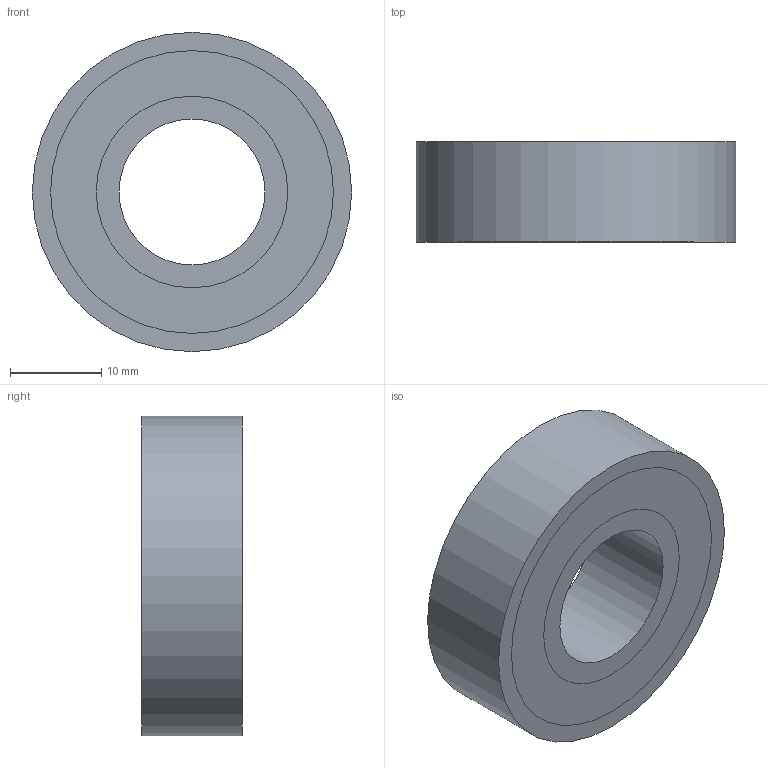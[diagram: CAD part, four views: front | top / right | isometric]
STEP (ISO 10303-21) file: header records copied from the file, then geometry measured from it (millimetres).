
FILE_DESCRIPTION(/* description */ (''),/* implementation_level */ '2;1');
FILE_NAME(/* name */ '6202-16-2RS Bearing.step',/* time_stamp */ '2018-11-08T23:31:14-05:00',/* author */ ('will.donaldson22'),/* organization */ (''),/* preprocessor_version */ 'ST-DEVELOPER v17.2',/* originating_system */ 'Autodesk Translation Framework v7.6.0.251',/* authorisation */ '');
FILE_SCHEMA (('AUTOMOTIVE_DESIGN { 1 0 10303 214 3 1 1 }'));
Length unit declared in the file: millimetre
Products named in the file (2): 6202-16-2RS Bearing; 6202-16-2RS Bearing v6
Assembly tree (1 placements, depth 2):
  6202-16-2RS Bearing
    6202-16-2RS Bearing v6
Bounding box: 35 x 11 x 35 mm (x, y, z)
Volume: 8371.6 mm3; surface area: 6878.5 mm2
Topology: 3 solids, 3 shells, 12 faces, 18 edges, 12 vertices
Faces by surface type: cylinder 6, plane 6
Full cylindrical faces by diameter (mm): 16 x1, 21 x2, 31 x2, 35 x1
Entity records: 360 total; most frequent: DIRECTION 62, CARTESIAN_POINT 46, ORIENTED_EDGE 36, AXIS2_PLACEMENT_3D 28, EDGE_LOOP 18, EDGE_CURVE 18, FACE_OUTER_BOUND 12, CIRCLE 12
